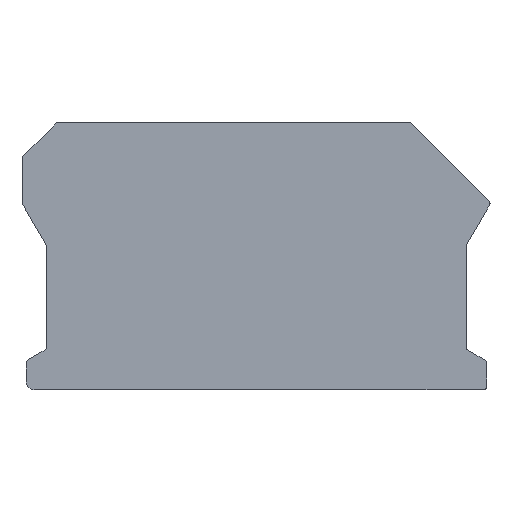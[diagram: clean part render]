
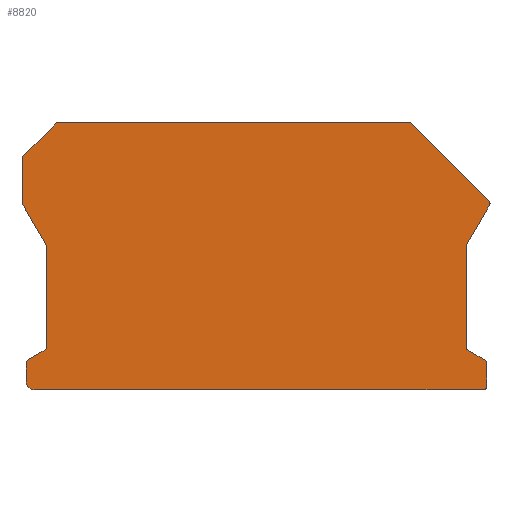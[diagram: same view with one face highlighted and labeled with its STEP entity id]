
A CAD part, top view. The second image highlights one B-rep face of the part: STEP entity #8820.
In plain terms, the highlighted planar face has unit normal (0, 0, 1).
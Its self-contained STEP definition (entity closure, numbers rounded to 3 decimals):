
#1970=DIRECTION('',(0.,-1.,0.));
#1971=VECTOR('',#1970,12.553);
#1972=CARTESIAN_POINT('',(-25.9,23.723,1.5));
#1973=LINE('',#1972,#1971);
#1990=DIRECTION('',(0.,-1.,0.));
#1991=VECTOR('',#1990,5.452);
#1992=CARTESIAN_POINT('',(-28.9,34.533,1.5));
#1993=LINE('',#1992,#1991);
#2010=DIRECTION('',(-1.,0.,0.));
#2011=VECTOR('',#2010,43.208);
#2012=CARTESIAN_POINT('',(18.776,39.,1.5));
#2013=LINE('',#2012,#2011);
#2038=DIRECTION('',(0.,1.,0.));
#2039=VECTOR('',#2038,12.553);
#2040=CARTESIAN_POINT('',(25.9,11.171,1.5));
#2041=LINE('',#2040,#2039);
#2058=DIRECTION('',(0.,1.,0.));
#2059=VECTOR('',#2058,3.081);
#2060=CARTESIAN_POINT('',(28.4,6.3,1.5));
#2061=LINE('',#2060,#2059);
#2070=DIRECTION('',(1.,0.,0.));
#2071=VECTOR('',#2070,55.5);
#2072=CARTESIAN_POINT('',(-27.4,6.,1.5));
#2073=LINE('',#2072,#2071);
#2082=DIRECTION('',(0.,-1.,0.));
#2083=VECTOR('',#2082,2.208);
#2084=CARTESIAN_POINT('',(-28.4,9.208,1.5));
#2085=LINE('',#2084,#2083);
#2086=CARTESIAN_POINT('',(-27.8,9.208,1.5));
#2087=DIRECTION('',(0.,0.,-1.));
#2088=DIRECTION('',(-1.,0.,0.));
#2089=AXIS2_PLACEMENT_3D('',#2086,#2087,#2088);
#2091=DIRECTION('',(0.866,0.5,0.));
#2092=VECTOR('',#2091,2.367);
#2093=CARTESIAN_POINT('',(-28.1,9.727,1.5));
#2094=LINE('',#2093,#2092);
#2095=CARTESIAN_POINT('',(-26.2,11.171,1.5));
#2096=DIRECTION('',(0.,0.,1.));
#2097=DIRECTION('',(0.5,-0.866,0.));
#2098=AXIS2_PLACEMENT_3D('',#2095,#2096,#2097);
#2100=CARTESIAN_POINT('',(-26.2,23.723,1.5));
#2101=DIRECTION('',(0.,0.,1.));
#2102=DIRECTION('',(1.,0.,0.));
#2103=AXIS2_PLACEMENT_3D('',#2100,#2101,#2102);
#2105=DIRECTION('',(-0.5,0.866,0.));
#2106=VECTOR('',#2105,5.839);
#2107=CARTESIAN_POINT('',(-25.94,23.873,1.5));
#2108=LINE('',#2107,#2106);
#2109=CARTESIAN_POINT('',(-28.6,29.08,1.5));
#2110=DIRECTION('',(0.,0.,-1.));
#2111=DIRECTION('',(-0.866,-0.5,0.));
#2112=AXIS2_PLACEMENT_3D('',#2109,#2110,#2111);
#2114=CARTESIAN_POINT('',(-28.6,34.533,1.5));
#2115=DIRECTION('',(0.,0.,-1.));
#2116=DIRECTION('',(-1.,0.,0.));
#2117=AXIS2_PLACEMENT_3D('',#2114,#2115,#2116);
#2119=DIRECTION('',(0.707,0.707,0.));
#2120=VECTOR('',#2119,5.894);
#2121=CARTESIAN_POINT('',(-28.812,34.745,1.5));
#2122=LINE('',#2121,#2120);
#2123=CARTESIAN_POINT('',(-24.433,38.7,1.5));
#2124=DIRECTION('',(0.,0.,-1.));
#2125=DIRECTION('',(-0.707,0.707,0.));
#2126=AXIS2_PLACEMENT_3D('',#2123,#2124,#2125);
#2128=CARTESIAN_POINT('',(18.776,38.7,1.5));
#2129=DIRECTION('',(0.,0.,-1.));
#2130=DIRECTION('',(0.,1.,0.));
#2131=AXIS2_PLACEMENT_3D('',#2128,#2129,#2130);
#2133=DIRECTION('',(0.707,-0.707,0.));
#2134=VECTOR('',#2133,13.788);
#2135=CARTESIAN_POINT('',(18.988,38.912,1.5));
#2136=LINE('',#2135,#2134);
#2137=CARTESIAN_POINT('',(28.525,28.951,1.5));
#2138=DIRECTION('',(0.,0.,-1.));
#2139=DIRECTION('',(0.707,0.707,0.));
#2140=AXIS2_PLACEMENT_3D('',#2137,#2138,#2139);
#2142=DIRECTION('',(-0.5,-0.866,0.));
#2143=VECTOR('',#2142,5.689);
#2144=CARTESIAN_POINT('',(28.785,28.801,1.5));
#2145=LINE('',#2144,#2143);
#2146=CARTESIAN_POINT('',(26.2,23.723,1.5));
#2147=DIRECTION('',(0.,0.,1.));
#2148=DIRECTION('',(-0.866,0.5,0.));
#2149=AXIS2_PLACEMENT_3D('',#2146,#2147,#2148);
#2151=CARTESIAN_POINT('',(26.2,11.171,1.5));
#2152=DIRECTION('',(0.,0.,1.));
#2153=DIRECTION('',(-1.,0.,0.));
#2154=AXIS2_PLACEMENT_3D('',#2151,#2152,#2153);
#2156=DIRECTION('',(0.866,-0.5,0.));
#2157=VECTOR('',#2156,2.54);
#2158=CARTESIAN_POINT('',(26.05,10.911,1.5));
#2159=LINE('',#2158,#2157);
#2160=CARTESIAN_POINT('',(28.1,9.381,1.5));
#2161=DIRECTION('',(0.,0.,-1.));
#2162=DIRECTION('',(0.5,0.866,0.));
#2163=AXIS2_PLACEMENT_3D('',#2160,#2161,#2162);
#2165=CARTESIAN_POINT('',(28.1,6.3,1.5));
#2166=DIRECTION('',(0.,0.,-1.));
#2167=DIRECTION('',(1.,0.,0.));
#2168=AXIS2_PLACEMENT_3D('',#2165,#2166,#2167);
#2170=CARTESIAN_POINT('',(-27.4,7.,1.5));
#2171=DIRECTION('',(0.,0.,-1.));
#2172=DIRECTION('',(0.,-1.,0.));
#2173=AXIS2_PLACEMENT_3D('',#2170,#2171,#2172);
#6461=CARTESIAN_POINT('',(-28.1,9.727,1.5));
#6462=VERTEX_POINT('',#6461);
#6463=CARTESIAN_POINT('',(-28.4,9.208,1.5));
#6464=VERTEX_POINT('',#6463);
#6465=CARTESIAN_POINT('',(-26.05,10.911,1.5));
#6466=VERTEX_POINT('',#6465);
#6467=CARTESIAN_POINT('',(-25.9,11.171,1.5));
#6468=VERTEX_POINT('',#6467);
#6469=CARTESIAN_POINT('',(-25.9,23.723,1.5));
#6470=VERTEX_POINT('',#6469);
#6471=CARTESIAN_POINT('',(-25.94,23.873,1.5));
#6472=VERTEX_POINT('',#6471);
#6473=CARTESIAN_POINT('',(-28.86,28.93,1.5));
#6474=VERTEX_POINT('',#6473);
#6475=CARTESIAN_POINT('',(-28.9,29.08,1.5));
#6476=VERTEX_POINT('',#6475);
#6477=CARTESIAN_POINT('',(-28.9,34.533,1.5));
#6478=VERTEX_POINT('',#6477);
#6479=CARTESIAN_POINT('',(-28.812,34.745,1.5));
#6480=VERTEX_POINT('',#6479);
#6481=CARTESIAN_POINT('',(-24.645,38.912,1.5));
#6482=VERTEX_POINT('',#6481);
#6483=CARTESIAN_POINT('',(-24.433,39.,1.5));
#6484=VERTEX_POINT('',#6483);
#6485=CARTESIAN_POINT('',(18.776,39.,1.5));
#6486=VERTEX_POINT('',#6485);
#6487=CARTESIAN_POINT('',(18.988,38.912,1.5));
#6488=VERTEX_POINT('',#6487);
#6489=CARTESIAN_POINT('',(28.737,29.163,1.5));
#6490=VERTEX_POINT('',#6489);
#6491=CARTESIAN_POINT('',(28.785,28.801,1.5));
#6492=VERTEX_POINT('',#6491);
#6493=CARTESIAN_POINT('',(25.94,23.873,1.5));
#6494=VERTEX_POINT('',#6493);
#6495=CARTESIAN_POINT('',(25.9,23.723,1.5));
#6496=VERTEX_POINT('',#6495);
#6497=CARTESIAN_POINT('',(25.9,11.171,1.5));
#6498=VERTEX_POINT('',#6497);
#6499=CARTESIAN_POINT('',(26.05,10.911,1.5));
#6500=VERTEX_POINT('',#6499);
#6501=CARTESIAN_POINT('',(28.25,9.641,1.5));
#6502=VERTEX_POINT('',#6501);
#6503=CARTESIAN_POINT('',(28.4,9.381,1.5));
#6504=VERTEX_POINT('',#6503);
#6505=CARTESIAN_POINT('',(28.4,6.3,1.5));
#6506=VERTEX_POINT('',#6505);
#6507=CARTESIAN_POINT('',(28.1,6.,1.5));
#6508=VERTEX_POINT('',#6507);
#6509=CARTESIAN_POINT('',(-27.4,6.,1.5));
#6510=VERTEX_POINT('',#6509);
#6511=CARTESIAN_POINT('',(-28.4,7.,1.5));
#6512=VERTEX_POINT('',#6511);
#8787=CARTESIAN_POINT('',(0.,0.,1.5));
#8788=DIRECTION('',(0.,0.,1.));
#8789=DIRECTION('',(1.,0.,0.));
#8790=AXIS2_PLACEMENT_3D('',#8787,#8788,#8789);
#8791=PLANE('',#8790);
#8792=ORIENTED_EDGE('',*,*,#8431,.T.);
#8793=ORIENTED_EDGE('',*,*,#8447,.T.);
#8794=ORIENTED_EDGE('',*,*,#8461,.T.);
#8795=ORIENTED_EDGE('',*,*,#8473,.F.);
#8796=ORIENTED_EDGE('',*,*,#8489,.T.);
#8797=ORIENTED_EDGE('',*,*,#8501,.T.);
#8798=ORIENTED_EDGE('',*,*,#8516,.T.);
#8799=ORIENTED_EDGE('',*,*,#8531,.F.);
#8800=ORIENTED_EDGE('',*,*,#8544,.T.);
#8801=ORIENTED_EDGE('',*,*,#8557,.T.);
#8802=ORIENTED_EDGE('',*,*,#8572,.T.);
#8803=ORIENTED_EDGE('',*,*,#8585,.F.);
#8804=ORIENTED_EDGE('',*,*,#8600,.T.);
#8805=ORIENTED_EDGE('',*,*,#8613,.T.);
#8806=ORIENTED_EDGE('',*,*,#8628,.T.);
#8807=ORIENTED_EDGE('',*,*,#8643,.T.);
#8808=ORIENTED_EDGE('',*,*,#8657,.T.);
#8809=ORIENTED_EDGE('',*,*,#8669,.F.);
#8810=ORIENTED_EDGE('',*,*,#8685,.T.);
#8811=ORIENTED_EDGE('',*,*,#8697,.T.);
#8812=ORIENTED_EDGE('',*,*,#8712,.T.);
#8813=ORIENTED_EDGE('',*,*,#8725,.F.);
#8814=ORIENTED_EDGE('',*,*,#8740,.T.);
#8815=ORIENTED_EDGE('',*,*,#8753,.F.);
#8816=ORIENTED_EDGE('',*,*,#8768,.T.);
#8817=ORIENTED_EDGE('',*,*,#8780,.F.);
#8818=EDGE_LOOP('',(#8792,#8793,#8794,#8795,#8796,#8797,#8798,#8799,#8800,#8801,
#8802,#8803,#8804,#8805,#8806,#8807,#8808,#8809,#8810,#8811,#8812,#8813,#8814,
#8815,#8816,#8817));
#8819=FACE_OUTER_BOUND('',#8818,.F.);
#2090=CIRCLE('',#2089,0.6);
#2099=CIRCLE('',#2098,0.3);
#2104=CIRCLE('',#2103,0.3);
#2113=CIRCLE('',#2112,0.3);
#2118=CIRCLE('',#2117,0.3);
#2127=CIRCLE('',#2126,0.3);
#2132=CIRCLE('',#2131,0.3);
#2141=CIRCLE('',#2140,0.3);
#2150=CIRCLE('',#2149,0.3);
#2155=CIRCLE('',#2154,0.3);
#2164=CIRCLE('',#2163,0.3);
#2169=CIRCLE('',#2168,0.3);
#2174=CIRCLE('',#2173,1.);
#8431=EDGE_CURVE('',#6464,#6462,#2090,.T.);
#8447=EDGE_CURVE('',#6462,#6466,#2094,.T.);
#8461=EDGE_CURVE('',#6466,#6468,#2099,.T.);
#8473=EDGE_CURVE('',#6470,#6468,#1973,.T.);
#8489=EDGE_CURVE('',#6470,#6472,#2104,.T.);
#8501=EDGE_CURVE('',#6472,#6474,#2108,.T.);
#8516=EDGE_CURVE('',#6474,#6476,#2113,.T.);
#8531=EDGE_CURVE('',#6478,#6476,#1993,.T.);
#8544=EDGE_CURVE('',#6478,#6480,#2118,.T.);
#8557=EDGE_CURVE('',#6480,#6482,#2122,.T.);
#8572=EDGE_CURVE('',#6482,#6484,#2127,.T.);
#8585=EDGE_CURVE('',#6486,#6484,#2013,.T.);
#8600=EDGE_CURVE('',#6486,#6488,#2132,.T.);
#8613=EDGE_CURVE('',#6488,#6490,#2136,.T.);
#8628=EDGE_CURVE('',#6490,#6492,#2141,.T.);
#8643=EDGE_CURVE('',#6492,#6494,#2145,.T.);
#8657=EDGE_CURVE('',#6494,#6496,#2150,.T.);
#8669=EDGE_CURVE('',#6498,#6496,#2041,.T.);
#8685=EDGE_CURVE('',#6498,#6500,#2155,.T.);
#8697=EDGE_CURVE('',#6500,#6502,#2159,.T.);
#8712=EDGE_CURVE('',#6502,#6504,#2164,.T.);
#8725=EDGE_CURVE('',#6506,#6504,#2061,.T.);
#8740=EDGE_CURVE('',#6506,#6508,#2169,.T.);
#8753=EDGE_CURVE('',#6510,#6508,#2073,.T.);
#8768=EDGE_CURVE('',#6510,#6512,#2174,.T.);
#8780=EDGE_CURVE('',#6464,#6512,#2085,.T.);
#8820=ADVANCED_FACE('',(#8819),#8791,.T.);
